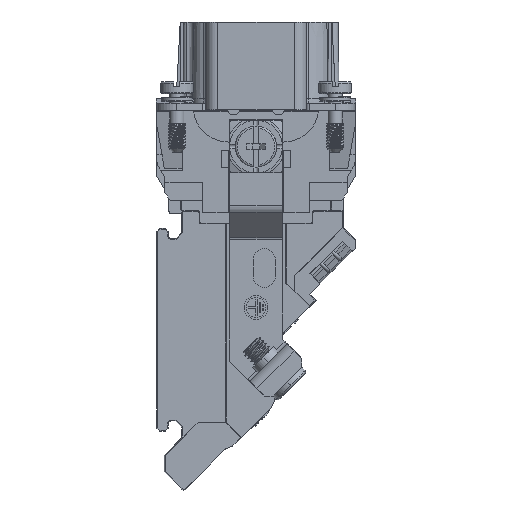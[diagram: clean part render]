
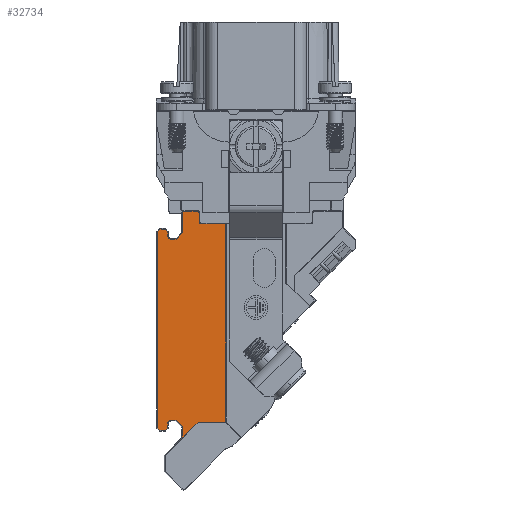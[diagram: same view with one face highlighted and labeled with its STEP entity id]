
A CAD part, front view. The second image highlights one B-rep face of the part: STEP entity #32734.
In plain terms, the highlighted face is planar.
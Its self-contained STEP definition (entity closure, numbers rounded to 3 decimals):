
#23063=CIRCLE('',#105402,0.601);
#23064=CIRCLE('',#105403,0.601);
#26626=FACE_OUTER_BOUND('',#39923,.T.);
#28949=B_SPLINE_CURVE_WITH_KNOTS('',3,(#150876,#150877,#150878,#150879),
 .UNSPECIFIED.,.F.,.F.,(4,4),(0.,1.),.UNSPECIFIED.);
#28952=B_SPLINE_CURVE_WITH_KNOTS('',3,(#150912,#150913,#150914,#150915),
 .UNSPECIFIED.,.F.,.F.,(4,4),(0.,1.),.UNSPECIFIED.);
#32734=ADVANCED_FACE('',(#26626),#35864,.F.);
#35864=PLANE('',#105404);
#39923=EDGE_LOOP('',(#58794,#58795,#58796,#58797,#58798,#58799,#58800,#58801,
#58802,#58803,#58804,#58805,#58806,#58807,#58808,#58809,#58810,#58811,#58812,
#58813,#58814,#58815,#58816,#58817,#58818));
#58794=ORIENTED_EDGE('',*,*,#82266,.F.);
#58795=ORIENTED_EDGE('',*,*,#82254,.T.);
#58796=ORIENTED_EDGE('',*,*,#82251,.F.);
#58797=ORIENTED_EDGE('',*,*,#82267,.T.);
#58798=ORIENTED_EDGE('',*,*,#82268,.F.);
#58799=ORIENTED_EDGE('',*,*,#82269,.F.);
#58800=ORIENTED_EDGE('',*,*,#82270,.F.);
#58801=ORIENTED_EDGE('',*,*,#82271,.T.);
#58802=ORIENTED_EDGE('',*,*,#82272,.F.);
#58803=ORIENTED_EDGE('',*,*,#82273,.F.);
#58804=ORIENTED_EDGE('',*,*,#82274,.F.);
#58805=ORIENTED_EDGE('',*,*,#82275,.F.);
#58806=ORIENTED_EDGE('',*,*,#82276,.F.);
#58807=ORIENTED_EDGE('',*,*,#82277,.F.);
#58808=ORIENTED_EDGE('',*,*,#82278,.F.);
#58809=ORIENTED_EDGE('',*,*,#82279,.F.);
#58810=ORIENTED_EDGE('',*,*,#82280,.F.);
#58811=ORIENTED_EDGE('',*,*,#82281,.F.);
#58812=ORIENTED_EDGE('',*,*,#82282,.F.);
#58813=ORIENTED_EDGE('',*,*,#82283,.F.);
#58814=ORIENTED_EDGE('',*,*,#82284,.F.);
#58815=ORIENTED_EDGE('',*,*,#82285,.F.);
#58816=ORIENTED_EDGE('',*,*,#82286,.F.);
#58817=ORIENTED_EDGE('',*,*,#82287,.F.);
#58818=ORIENTED_EDGE('',*,*,#82288,.T.);
#71308=VERTEX_POINT('',#150871);
#71309=VERTEX_POINT('',#150872);
#71310=VERTEX_POINT('',#150880);
#71321=VERTEX_POINT('',#150911);
#71322=VERTEX_POINT('',#150916);
#71323=VERTEX_POINT('',#150918);
#71324=VERTEX_POINT('',#150920);
#71325=VERTEX_POINT('',#150922);
#71326=VERTEX_POINT('',#150924);
#71327=VERTEX_POINT('',#150926);
#71328=VERTEX_POINT('',#150928);
#71329=VERTEX_POINT('',#150930);
#71330=VERTEX_POINT('',#150932);
#71331=VERTEX_POINT('',#150934);
#71332=VERTEX_POINT('',#150936);
#71333=VERTEX_POINT('',#150938);
#71334=VERTEX_POINT('',#150940);
#71335=VERTEX_POINT('',#150942);
#71336=VERTEX_POINT('',#150944);
#71337=VERTEX_POINT('',#150946);
#71338=VERTEX_POINT('',#150948);
#71339=VERTEX_POINT('',#150950);
#71340=VERTEX_POINT('',#150952);
#71341=VERTEX_POINT('',#150954);
#71342=VERTEX_POINT('',#150956);
#82251=EDGE_CURVE('',#71308,#71309,#91557,.T.);
#82254=EDGE_CURVE('',#71310,#71309,#28949,.T.);
#82266=EDGE_CURVE('',#71310,#71321,#91569,.T.);
#82267=EDGE_CURVE('',#71308,#71322,#28952,.T.);
#82268=EDGE_CURVE('',#71323,#71322,#91570,.T.);
#82269=EDGE_CURVE('',#71324,#71323,#91571,.T.);
#82270=EDGE_CURVE('',#71325,#71324,#91572,.T.);
#82271=EDGE_CURVE('',#71325,#71326,#91573,.T.);
#82272=EDGE_CURVE('',#71327,#71326,#91574,.T.);
#82273=EDGE_CURVE('',#71328,#71327,#91575,.T.);
#82274=EDGE_CURVE('',#71329,#71328,#91576,.T.);
#82275=EDGE_CURVE('',#71330,#71329,#23063,.T.);
#82276=EDGE_CURVE('',#71331,#71330,#91577,.T.);
#82277=EDGE_CURVE('',#71332,#71331,#91578,.T.);
#82278=EDGE_CURVE('',#71333,#71332,#91579,.T.);
#82279=EDGE_CURVE('',#71334,#71333,#91580,.T.);
#82280=EDGE_CURVE('',#71335,#71334,#91581,.T.);
#82281=EDGE_CURVE('',#71336,#71335,#91582,.T.);
#82282=EDGE_CURVE('',#71337,#71336,#91583,.T.);
#82283=EDGE_CURVE('',#71338,#71337,#91584,.T.);
#82284=EDGE_CURVE('',#71339,#71338,#91585,.T.);
#82285=EDGE_CURVE('',#71340,#71339,#23064,.T.);
#82286=EDGE_CURVE('',#71341,#71340,#91586,.T.);
#82287=EDGE_CURVE('',#71342,#71341,#91587,.T.);
#82288=EDGE_CURVE('',#71342,#71321,#91588,.T.);
#91557=LINE('',#150870,#99406);
#91569=LINE('',#150910,#99418);
#91570=LINE('',#150917,#99419);
#91571=LINE('',#150919,#99420);
#91572=LINE('',#150921,#99421);
#91573=LINE('',#150923,#99422);
#91574=LINE('',#150925,#99423);
#91575=LINE('',#150927,#99424);
#91576=LINE('',#150929,#99425);
#91577=LINE('',#150933,#99426);
#91578=LINE('',#150935,#99427);
#91579=LINE('',#150937,#99428);
#91580=LINE('',#150939,#99429);
#91581=LINE('',#150941,#99430);
#91582=LINE('',#150943,#99431);
#91583=LINE('',#150945,#99432);
#91584=LINE('',#150947,#99433);
#91585=LINE('',#150949,#99434);
#91586=LINE('',#150953,#99435);
#91587=LINE('',#150955,#99436);
#91588=LINE('',#150957,#99437);
#99406=VECTOR('',#122442,1.);
#99418=VECTOR('',#122460,1.);
#99419=VECTOR('',#122461,1.);
#99420=VECTOR('',#122462,1.);
#99421=VECTOR('',#122463,1.);
#99422=VECTOR('',#122464,1.);
#99423=VECTOR('',#122465,1.);
#99424=VECTOR('',#122466,1.);
#99425=VECTOR('',#122467,1.);
#99426=VECTOR('',#122470,1.);
#99427=VECTOR('',#122471,1.);
#99428=VECTOR('',#122472,1.);
#99429=VECTOR('',#122473,1.);
#99430=VECTOR('',#122474,1.);
#99431=VECTOR('',#122475,1.);
#99432=VECTOR('',#122476,1.);
#99433=VECTOR('',#122477,1.);
#99434=VECTOR('',#122478,1.);
#99435=VECTOR('',#122481,1.);
#99436=VECTOR('',#122482,1.);
#99437=VECTOR('',#122483,1.);
#105402=AXIS2_PLACEMENT_3D('',#150931,#122468,#122469);
#105403=AXIS2_PLACEMENT_3D('',#150951,#122479,#122480);
#105404=AXIS2_PLACEMENT_3D('',#150958,#122484,#122485);
#122442=DIRECTION('',(0.,0.,1.));
#122460=DIRECTION('',(-1.,0.,0.));
#122461=DIRECTION('',(-1.,0.,0.));
#122462=DIRECTION('',(0.,0.,1.));
#122463=DIRECTION('',(1.,0.,0.));
#122464=DIRECTION('',(-0.707,0.,-0.707));
#122465=DIRECTION('',(0.,0.,-1.));
#122466=DIRECTION('',(0.707,0.,-0.707));
#122467=DIRECTION('',(1.,0.,0.));
#122468=DIRECTION('',(0.,1.,0.));
#122469=DIRECTION('',(0.,0.,1.));
#122470=DIRECTION('',(0.,0.,1.));
#122471=DIRECTION('',(0.707,0.,0.707));
#122472=DIRECTION('',(1.,0.,0.));
#122473=DIRECTION('',(0.707,0.,-0.707));
#122474=DIRECTION('',(0.,0.,-1.));
#122475=DIRECTION('',(-0.707,0.,-0.707));
#122476=DIRECTION('',(-1.,0.,0.));
#122477=DIRECTION('',(-0.707,0.,0.707));
#122478=DIRECTION('',(0.,0.,1.));
#122479=DIRECTION('',(0.,1.,0.));
#122480=DIRECTION('',(-1.,0.,0.));
#122481=DIRECTION('',(-1.,0.,0.));
#122482=DIRECTION('',(-0.707,0.,-0.707));
#122483=DIRECTION('',(0.,0.,1.));
#122484=DIRECTION('',(0.,-1.,0.));
#122485=DIRECTION('',(-1.,0.,0.));
#150870=CARTESIAN_POINT('',(-9.693,-8.87,-19.431));
#150871=CARTESIAN_POINT('',(-9.693,-8.87,-20.932));
#150872=CARTESIAN_POINT('',(-9.693,-8.87,-19.431));
#150876=CARTESIAN_POINT('',(-9.992,-8.87,-19.132));
#150877=CARTESIAN_POINT('',(-9.826,-8.87,-19.132));
#150878=CARTESIAN_POINT('',(-9.693,-8.87,-19.266));
#150879=CARTESIAN_POINT('',(-9.693,-8.87,-19.431));
#150880=CARTESIAN_POINT('',(-9.992,-8.87,-19.132));
#150910=CARTESIAN_POINT('',(-12.525,-8.87,-19.132));
#150911=CARTESIAN_POINT('',(-12.525,-8.87,-19.132));
#150912=CARTESIAN_POINT('',(-9.693,-8.87,-20.932));
#150913=CARTESIAN_POINT('',(-9.693,-8.87,-21.098));
#150914=CARTESIAN_POINT('',(-9.558,-8.87,-21.232));
#150915=CARTESIAN_POINT('',(-9.393,-8.87,-21.232));
#150916=CARTESIAN_POINT('',(-9.393,-8.87,-21.232));
#150917=CARTESIAN_POINT('',(-9.393,-8.87,-21.232));
#150918=CARTESIAN_POINT('',(-5.173,-8.87,-21.232));
#150919=CARTESIAN_POINT('',(-5.173,-8.87,-21.232));
#150920=CARTESIAN_POINT('',(-5.173,-8.87,-55.014));
#150921=CARTESIAN_POINT('',(-5.173,-8.87,-55.014));
#150922=CARTESIAN_POINT('',(-9.822,-8.87,-55.014));
#150923=CARTESIAN_POINT('',(-12.525,-8.87,-57.716));
#150924=CARTESIAN_POINT('',(-12.525,-8.87,-57.716));
#150925=CARTESIAN_POINT('',(-12.525,-8.87,-57.716));
#150926=CARTESIAN_POINT('',(-12.525,-8.87,-55.77));
#150927=CARTESIAN_POINT('',(-12.525,-8.87,-55.77));
#150928=CARTESIAN_POINT('',(-13.586,-8.87,-54.709));
#150929=CARTESIAN_POINT('',(-13.586,-8.87,-54.709));
#150930=CARTESIAN_POINT('',(-14.429,-8.87,-54.709));
#150931=CARTESIAN_POINT('',(-14.429,-8.87,-55.31));
#150932=CARTESIAN_POINT('',(-15.03,-8.87,-55.31));
#150933=CARTESIAN_POINT('',(-15.03,-8.87,-55.31));
#150934=CARTESIAN_POINT('',(-15.03,-8.87,-55.97));
#150935=CARTESIAN_POINT('',(-15.03,-8.87,-55.97));
#150936=CARTESIAN_POINT('',(-15.472,-8.87,-56.412));
#150937=CARTESIAN_POINT('',(-15.472,-8.87,-56.412));
#150938=CARTESIAN_POINT('',(-16.341,-8.87,-56.412));
#150939=CARTESIAN_POINT('',(-16.341,-8.87,-56.412));
#150940=CARTESIAN_POINT('',(-16.783,-8.87,-55.97));
#150941=CARTESIAN_POINT('',(-16.783,-8.87,-55.97));
#150942=CARTESIAN_POINT('',(-16.783,-8.87,-22.587));
#150943=CARTESIAN_POINT('',(-16.783,-8.87,-22.587));
#150944=CARTESIAN_POINT('',(-16.341,-8.87,-22.144));
#150945=CARTESIAN_POINT('',(-16.341,-8.87,-22.144));
#150946=CARTESIAN_POINT('',(-15.472,-8.87,-22.144));
#150947=CARTESIAN_POINT('',(-15.472,-8.87,-22.144));
#150948=CARTESIAN_POINT('',(-15.03,-8.87,-22.587));
#150949=CARTESIAN_POINT('',(-15.03,-8.87,-22.587));
#150950=CARTESIAN_POINT('',(-15.03,-8.87,-23.246));
#150951=CARTESIAN_POINT('',(-14.429,-8.87,-23.246));
#150952=CARTESIAN_POINT('',(-14.429,-8.87,-23.848));
#150953=CARTESIAN_POINT('',(-14.429,-8.87,-23.848));
#150954=CARTESIAN_POINT('',(-13.586,-8.87,-23.848));
#150955=CARTESIAN_POINT('',(-13.586,-8.87,-23.848));
#150956=CARTESIAN_POINT('',(-12.525,-8.87,-22.787));
#150957=CARTESIAN_POINT('',(-12.525,-8.87,-19.132));
#150958=CARTESIAN_POINT('',(0.,-8.87,0.));
